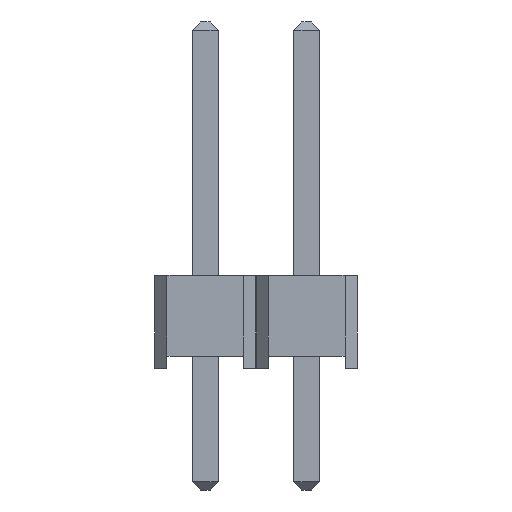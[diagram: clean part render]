
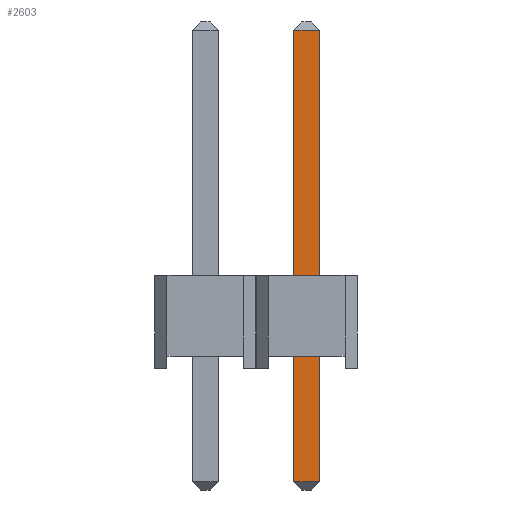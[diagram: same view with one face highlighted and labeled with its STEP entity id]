
A CAD part, left-side view. The second image highlights one B-rep face of the part: STEP entity #2603.
In plain terms, the highlighted planar face has unit normal (-1, 0, 0).
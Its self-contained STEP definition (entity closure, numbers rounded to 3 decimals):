
#93=FACE_OUTER_BOUND('',#253,.T.);
#253=EDGE_LOOP('',(#1819,#1820,#1821,#1822));
#449=LINE('',#3750,#809);
#460=LINE('',#3772,#820);
#461=LINE('',#3774,#821);
#462=LINE('',#3775,#822);
#809=VECTOR('',#3051,1000.);
#820=VECTOR('',#3070,1000.);
#821=VECTOR('',#3071,1000.);
#822=VECTOR('',#3072,1000.);
#1145=VERTEX_POINT('',#3747);
#1146=VERTEX_POINT('',#3749);
#1153=VERTEX_POINT('',#3771);
#1154=VERTEX_POINT('',#3773);
#1389=EDGE_CURVE('',#1145,#1146,#449,.T.);
#1400=EDGE_CURVE('',#1145,#1153,#460,.T.);
#1401=EDGE_CURVE('',#1153,#1154,#461,.T.);
#1402=EDGE_CURVE('',#1154,#1146,#462,.T.);
#1819=ORIENTED_EDGE('',*,*,#1389,.F.);
#1820=ORIENTED_EDGE('',*,*,#1400,.T.);
#1821=ORIENTED_EDGE('',*,*,#1401,.T.);
#1822=ORIENTED_EDGE('',*,*,#1402,.T.);
#2443=PLANE('',#2798);
#2603=ADVANCED_FACE('',(#93),#2443,.T.);
#2798=AXIS2_PLACEMENT_3D('',#3770,#3068,#3069);
#3051=DIRECTION('',(0.,0.,1.));
#3068=DIRECTION('center_axis',(-1.,0.,0.));
#3069=DIRECTION('ref_axis',(0.,0.,1.));
#3070=DIRECTION('',(0.,-1.,0.));
#3071=DIRECTION('',(0.,0.,1.));
#3072=DIRECTION('',(0.,1.,0.));
#3747=CARTESIAN_POINT('',(-0.32,0.32,-2.8));
#3749=CARTESIAN_POINT('',(-0.32,0.32,8.34));
#3750=CARTESIAN_POINT('',(-0.32,0.32,-3.));
#3770=CARTESIAN_POINT('Origin',(-0.32,-0.32,-3.));
#3771=CARTESIAN_POINT('',(-0.32,-0.32,-2.8));
#3772=CARTESIAN_POINT('',(-0.32,-0.32,-2.8));
#3773=CARTESIAN_POINT('',(-0.32,-0.32,8.34));
#3774=CARTESIAN_POINT('',(-0.32,-0.32,-3.));
#3775=CARTESIAN_POINT('',(-0.32,-0.32,8.34));
